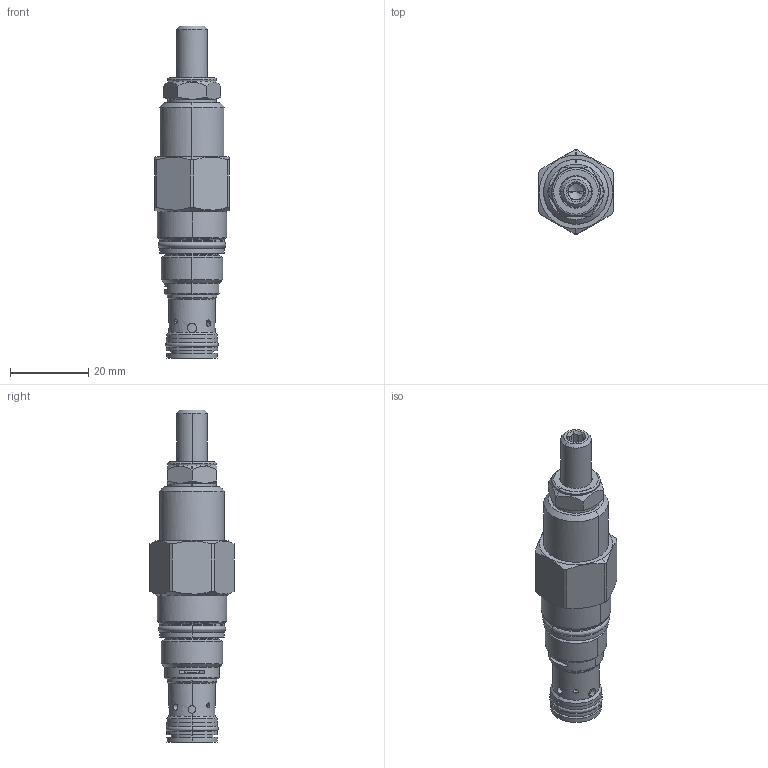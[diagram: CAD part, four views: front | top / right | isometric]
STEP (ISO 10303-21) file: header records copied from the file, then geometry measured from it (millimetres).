
FILE_DESCRIPTION((''),'2;1');
FILE_NAME('FXBALAN_SW_PRT','2019-10-14T',('charlief'),(''),'PRO/ENGINEER BY PARAMETRIC TECHNOLOGY CORPORATION, 2016010','PRO/ENGINEER BY PARAMETRIC TECHNOLOGY CORPORATION, 2016010','');
FILE_SCHEMA(('CONFIG_CONTROL_DESIGN'));
Products named in the file (1): FXBALAN_SW_PRT
Bounding box: 19.11 x 21.54 x 85.06 mm (x, y, z)
Surface area: 9255.8 mm2 (no closed solid volume)
Topology: 0 solids, 0 shells, 269 faces, 1272 edges, 1254 vertices
Faces by surface type: bspline 239, torus 30
Entity records: 45425 total; most frequent: CARTESIAN_POINT 34256, DIRECTION 1807, TRIMMED_CURVE 1438, DEFINITIONAL_REPRESENTATION 1238, PCURVE 1238, COMPOSITE_CURVE_SEGMENT 1238, VECTOR 1129, LINE 1129
